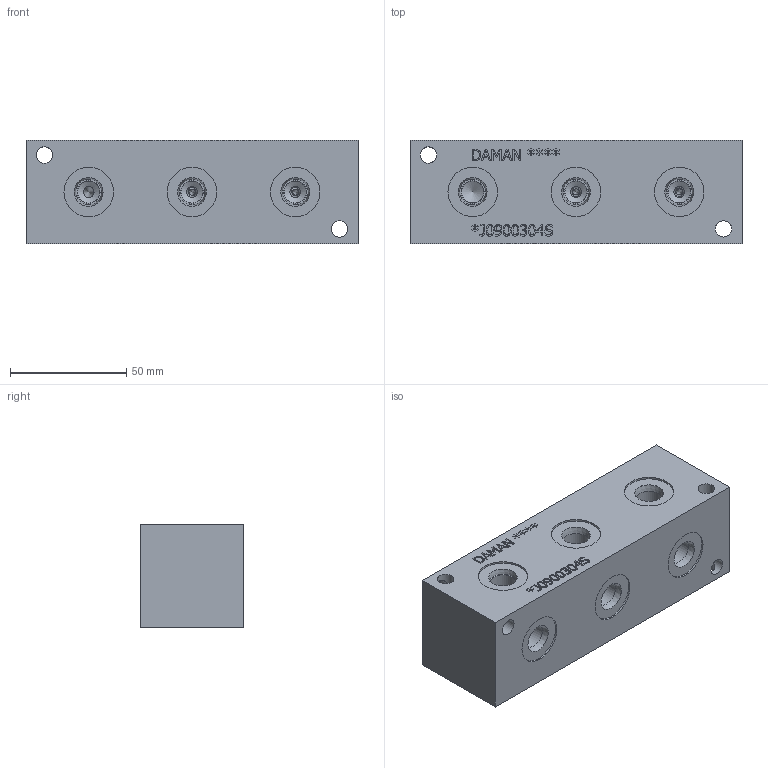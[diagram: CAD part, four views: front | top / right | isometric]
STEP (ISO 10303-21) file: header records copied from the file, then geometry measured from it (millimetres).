
FILE_DESCRIPTION(/* description */ (''),/* implementation_level */ '2;1');
FILE_NAME(/* name */ '_J0900304S.stp',/* time_stamp */ '2020-05-22T10:29:24-04:00',/* author */ ('alexanderw'),/* organization */ (''),/* preprocessor_version */ 'ST-DEVELOPER v17',/* originating_system */ 'Autodesk Inventor 2019',/* authorisation */ '');
FILE_SCHEMA (('AUTOMOTIVE_DESIGN { 1 0 10303 214 3 1 1 }'));
Length unit declared in the file: millimetre
Products named in the file (1): Part_AJ0900304S_3D
Bounding box: 142.88 x 44.45 x 44.45 mm (x, y, z)
Volume: 263978.7 mm3; surface area: 36918.5 mm2
Topology: 1 solids, 1 shells, 402 faces, 1100 edges, 726 vertices
Faces by surface type: plane 222, bspline 115, cylinder 37, cone 28
Full cylindrical faces by diameter (mm): 7.137 x8, 9.525 x6, 9.881 x6, 11.125 x6, 12.395 x5, 21.285 x6
Entity records: 13632 total; most frequent: CARTESIAN_POINT 3739, ORIENTED_EDGE 2188, DIRECTION 1574, EDGE_CURVE 1094, VERTEX_POINT 726, LINE 720, VECTOR 720, EDGE_LOOP 456
